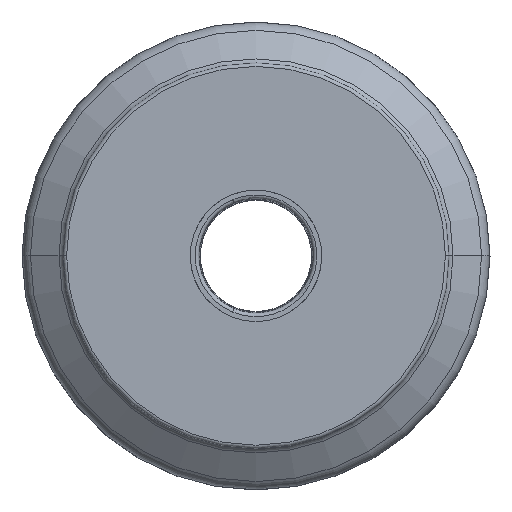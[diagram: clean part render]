
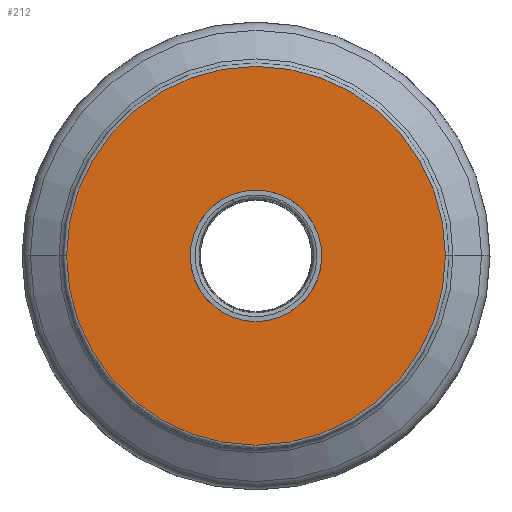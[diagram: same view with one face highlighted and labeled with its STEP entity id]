
A CAD part, top view. The second image highlights one B-rep face of the part: STEP entity #212.
In plain terms, the highlighted planar face has unit normal (0, 0, 1).
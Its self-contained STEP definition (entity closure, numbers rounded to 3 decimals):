
#70=PLANE('',#2128);
#83=FACE_BOUND('',#503,.T.);
#84=FACE_BOUND('',#504,.T.);
#212=ADVANCED_FACE('',(#83,#84),#70,.T.);
#503=EDGE_LOOP('',(#910,#911));
#504=EDGE_LOOP('',(#912,#913));
#910=ORIENTED_EDGE('',*,*,#1312,.T.);
#911=ORIENTED_EDGE('',*,*,#1313,.T.);
#912=ORIENTED_EDGE('',*,*,#1311,.T.);
#913=ORIENTED_EDGE('',*,*,#1309,.T.);
#1095=VERTEX_POINT('',#3388);
#1096=VERTEX_POINT('',#3390);
#1097=VERTEX_POINT('',#3401);
#1098=VERTEX_POINT('',#3402);
#1309=EDGE_CURVE('',#1096,#1095,#1522,.T.);
#1311=EDGE_CURVE('',#1095,#1096,#1523,.T.);
#1312=EDGE_CURVE('',#1097,#1098,#1524,.T.);
#1313=EDGE_CURVE('',#1098,#1097,#1525,.T.);
#1522=CIRCLE('',#2122,37.5);
#1523=CIRCLE('',#2124,37.5);
#1524=CIRCLE('',#2126,108.);
#1525=CIRCLE('',#2127,108.);
#2122=AXIS2_PLACEMENT_3D('',#3389,#2764,#2765);
#2124=AXIS2_PLACEMENT_3D('',#3398,#2768,#2769);
#2126=AXIS2_PLACEMENT_3D('',#3400,#2772,#2773);
#2127=AXIS2_PLACEMENT_3D('',#3403,#2774,#2775);
#2128=AXIS2_PLACEMENT_3D('',#3404,#2776,#2777);
#2764=DIRECTION('',(0.,0.,-1.));
#2765=DIRECTION('',(0.365,0.931,0.));
#2768=DIRECTION('',(0.,0.,-1.));
#2769=DIRECTION('',(-0.365,0.931,0.));
#2772=DIRECTION('',(0.,0.,1.));
#2773=DIRECTION('',(-1.,0.,0.));
#2774=DIRECTION('',(0.,0.,1.));
#2775=DIRECTION('',(1.,0.,0.));
#2776=DIRECTION('',(0.,0.,1.));
#2777=DIRECTION('',(1.,0.,0.));
#3388=CARTESIAN_POINT('',(-13.7,34.908,0.));
#3389=CARTESIAN_POINT('',(0.,0.,0.));
#3390=CARTESIAN_POINT('',(13.7,34.908,0.));
#3398=CARTESIAN_POINT('',(0.,0.,0.));
#3400=CARTESIAN_POINT('',(0.,0.,0.));
#3401=CARTESIAN_POINT('',(-108.,0.,0.));
#3402=CARTESIAN_POINT('',(108.,0.,0.));
#3403=CARTESIAN_POINT('',(0.,0.,0.));
#3404=CARTESIAN_POINT('',(0.,0.,0.));
